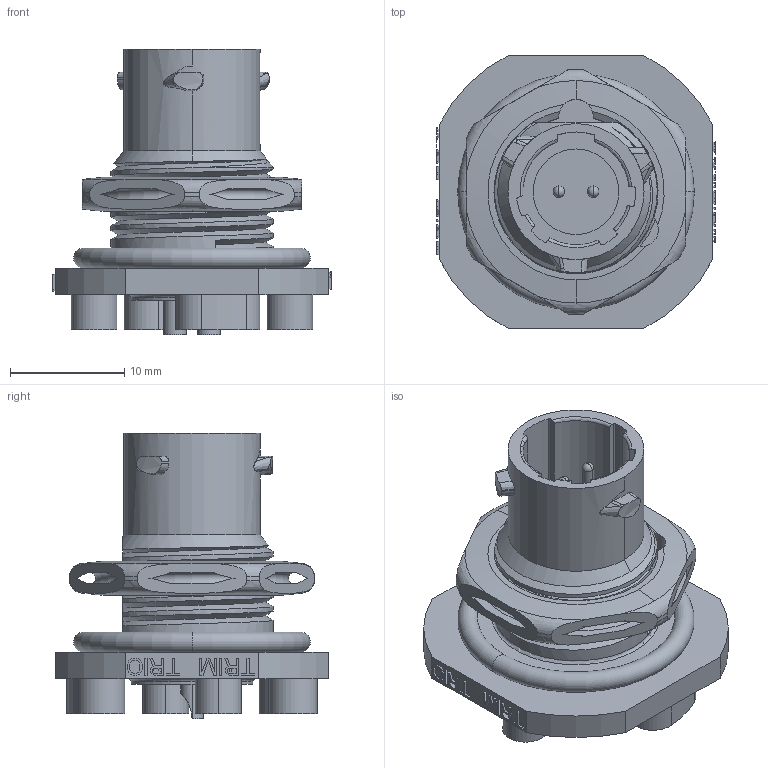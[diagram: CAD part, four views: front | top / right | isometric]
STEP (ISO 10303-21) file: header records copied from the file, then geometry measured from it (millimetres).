
FILE_DESCRIPTION((''),'2;1');
FILE_NAME('UTS78E2P','2011-04-04T',('vsorin'),('SOURIAU'),'PRO/ENGINEER BY PARAMETRIC TECHNOLOGY CORPORATION, 2010140','PRO/ENGINEER BY PARAMETRIC TECHNOLOGY CORPORATION, 2010140','');
FILE_SCHEMA(('CONFIG_CONTROL_DESIGN'));
Length unit declared in the file: millimetre
Products named in the file (1): UTS78E2P
Bounding box: 24.4 x 24 x 25 mm (x, y, z)
Surface area: 3720.7 mm2 (no closed solid volume)
Topology: 0 solids, 6 shells, 378 faces, 1530 edges, 1111 vertices
Faces by surface type: plane 201, cylinder 80, bspline 36, cone 26, torus 24, extrusion 7, sphere 4
Entity records: 20585 total; most frequent: CARTESIAN_POINT 8495, ORIENTED_EDGE 2508, DIRECTION 2177, EDGE_CURVE 1526, VERTEX_POINT 1111, VECTOR 1027, LINE 1020, AXIS2_PLACEMENT_3D 575
